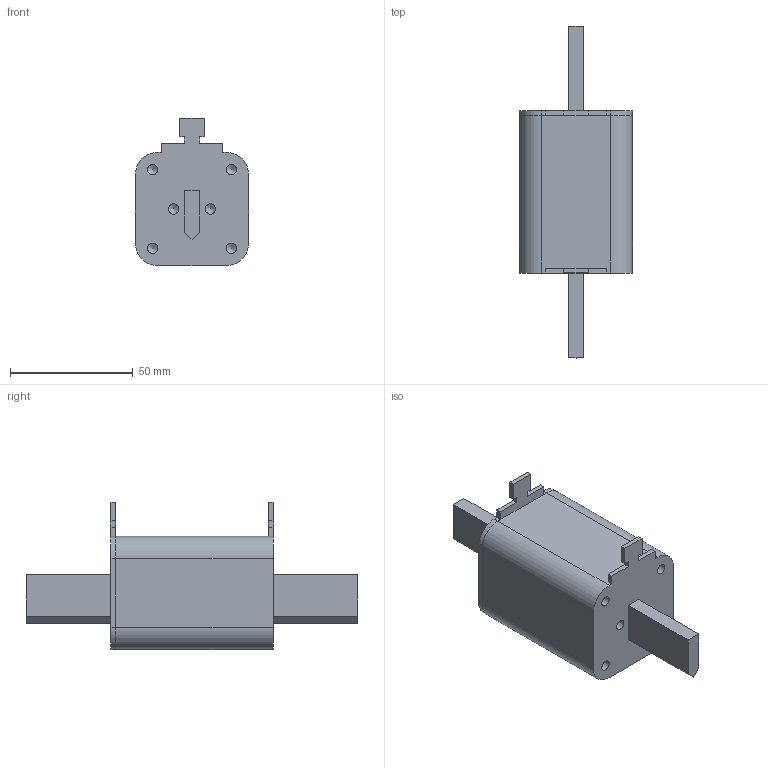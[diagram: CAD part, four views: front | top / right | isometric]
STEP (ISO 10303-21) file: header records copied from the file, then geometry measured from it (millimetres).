
FILE_DESCRIPTION (( 'STEP AP214' ), '1' );
FILE_NAME ('Fuse NH1 250A 500V.STEP', '2023-11-14T13:13:13', ( '' ), ( '' ), 'SwSTEP 2.0', 'SolidWorks 2022', '' );
FILE_SCHEMA (( 'AUTOMOTIVE_DESIGN' ));
Length unit declared in the file: millimetre
Products named in the file (1): Fuse NH1 250A 500V
Bounding box: 46 x 135 x 59.8 mm (x, y, z)
Volume: 141068.5 mm3; surface area: 25838.1 mm2
Topology: 3 solids, 3 shells, 175 faces, 875 edges, 795 vertices
Faces by surface type: plane 137, cylinder 26, cone 12
Full cylindrical faces by diameter (mm): 4.2 x18
Entity records: 15379 total; most frequent: CARTESIAN_POINT 6731, ORIENTED_EDGE 1642, DIRECTION 935, EDGE_CURVE 821, VERTEX_POINT 771, LINE 479, VECTOR 479, EDGE_LOOP 306
